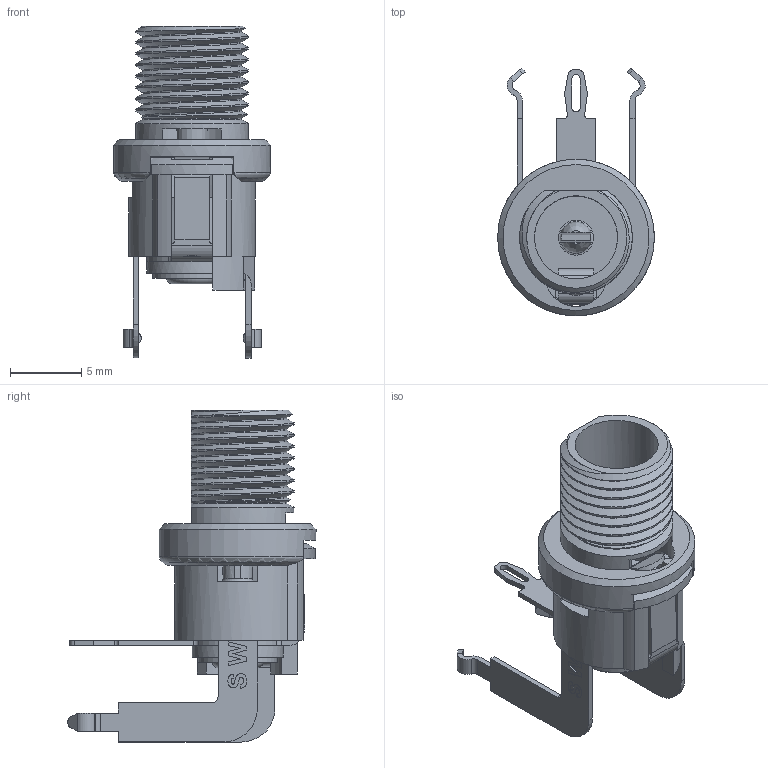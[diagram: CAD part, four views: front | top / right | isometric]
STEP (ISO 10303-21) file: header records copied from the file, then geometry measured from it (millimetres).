
FILE_DESCRIPTION( ( '' ), ' ' );
FILE_NAME( '5db8505ed9ff7615c552bbc0.step', '2019-10-29T14:44:47', ( '' ), ( '' ), ' ', ' ', ' ' );
FILE_SCHEMA( ( 'AUTOMOTIVE_DESIGN { 1 0 10303 214 1 1 1 1 }' ) );
Length unit declared in the file: metre
Products named in the file (1): L721RA
Bounding box: 11.02 x 17.45 x 23.35 mm (x, y, z)
Volume: 680.5 mm3; surface area: 1507.4 mm2
Topology: 1 solids, 1 shells, 268 faces, 846 edges, 573 vertices
Faces by surface type: plane 137, cylinder 91, bspline 20, cone 14, torus 4, extrusion 2
Full cylindrical faces by diameter (mm): 1.194 x4, 5.842 x1, 6.401 x1, 11.024 x1
Entity records: 12616 total; most frequent: CARTESIAN_POINT 3293, ORIENTED_EDGE 1650, DIRECTION 1388, EDGE_CURVE 825, VERTEX_POINT 563, AXIS2_PLACEMENT_3D 492, VECTOR 404, LINE 402
